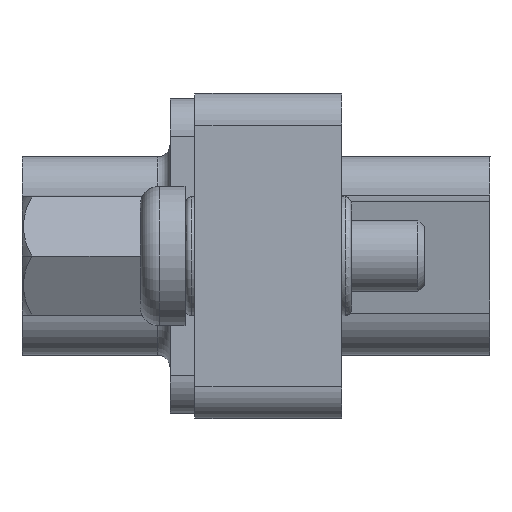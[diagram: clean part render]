
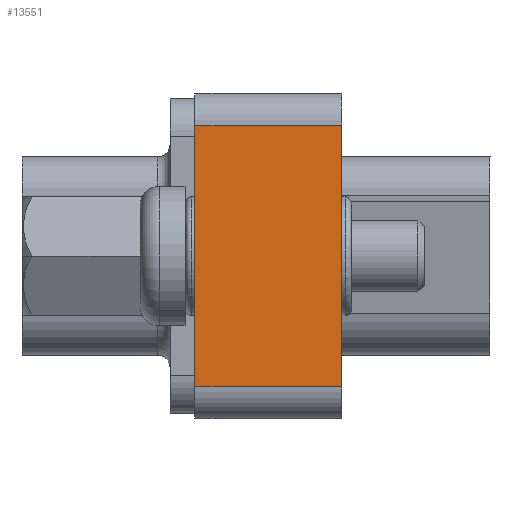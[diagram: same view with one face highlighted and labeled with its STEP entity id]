
A CAD part, left-side view. The second image highlights one B-rep face of the part: STEP entity #13551.
In plain terms, the highlighted planar face has unit normal (-1, 0, 0).
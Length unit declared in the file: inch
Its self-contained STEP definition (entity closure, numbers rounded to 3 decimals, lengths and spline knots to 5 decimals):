
#5852 = CARTESIAN_POINT ( 'NONE',  ( -1.05, 0.115, 0.205 ) ) ;
#5853 = DIRECTION ( 'NONE',  ( 0., 0., 1. ) ) ;
#5854 = VECTOR ( 'NONE', #5853, 39.37008 ) ;
#5855 = CARTESIAN_POINT ( 'NONE',  ( -1.05, 0.115, 0.255 ) ) ;
#5872 = LINE ( 'NONE', #5855, #5854 ) ;
#5902 = CARTESIAN_POINT ( 'NONE',  ( -1.05, 0.115, -0.205 ) ) ;
#7691 = VECTOR ( 'NONE', #7692, 39.37008 ) ;
#7692 = DIRECTION ( 'NONE',  ( 0., -1., 0. ) ) ;
#7693 = CARTESIAN_POINT ( 'NONE',  ( -1.05, 0.115, -0.205 ) ) ;
#7694 = LINE ( 'NONE', #7693, #7691 ) ;
#7780 = CARTESIAN_POINT ( 'NONE',  ( -1.05, -0.115, 0.255 ) ) ;
#7781 = DIRECTION ( 'NONE',  ( 0., 0., -1. ) ) ;
#7782 = DIRECTION ( 'NONE',  ( 1., 0., 0. ) ) ;
#7783 = CARTESIAN_POINT ( 'NONE',  ( -1.05, 0.115, 0.255 ) ) ;
#7784 = AXIS2_PLACEMENT_3D ( 'NONE', #7783, #7782, #7781 ) ;
#7785 = LINE ( 'NONE', #7780, #7817 ) ;
#7815 = CARTESIAN_POINT ( 'NONE',  ( -1.05, -0.115, -0.205 ) ) ;
#7816 = DIRECTION ( 'NONE',  ( 0., 0., 1. ) ) ;
#7817 = VECTOR ( 'NONE', #7816, 39.37008 ) ;
#7818 = PLANE ( 'NONE',  #7784 ) ;
#7820 = FACE_OUTER_BOUND ( 'NONE', #13366, .T. ) ;
#7937 = DIRECTION ( 'NONE',  ( 0., 1., 0. ) ) ;
#7938 = VECTOR ( 'NONE', #7937, 39.37008 ) ;
#7939 = CARTESIAN_POINT ( 'NONE',  ( -1.05, 0.115, 0.205 ) ) ;
#7940 = LINE ( 'NONE', #7939, #7938 ) ;
#7941 = CARTESIAN_POINT ( 'NONE',  ( -1.05, -0.115, 0.205 ) ) ;
#12875 = EDGE_CURVE ( 'NONE', #12916, #12876, #5872, .T. ) ;
#12876 = VERTEX_POINT ( 'NONE', #5852 ) ;
#12916 = VERTEX_POINT ( 'NONE', #5902 ) ;
#13366 = EDGE_LOOP ( 'NONE', ( #13552, #13530, #13532, #13533 ) ) ;
#13450 = EDGE_CURVE ( 'NONE', #12916, #13554, #7694, .T. ) ;
#13529 = VERTEX_POINT ( 'NONE', #7941 ) ;
#13530 = ORIENTED_EDGE ( 'NONE', *, *, #13531, .T. ) ;
#13531 = EDGE_CURVE ( 'NONE', #13529, #12876, #7940, .T. ) ;
#13532 = ORIENTED_EDGE ( 'NONE', *, *, #12875, .F. ) ;
#13533 = ORIENTED_EDGE ( 'NONE', *, *, #13450, .T. ) ;
#13551 = ADVANCED_FACE ( 'NONE', ( #7820 ), #7818, .F. ) ;
#13552 = ORIENTED_EDGE ( 'NONE', *, *, #13553, .T. ) ;
#13553 = EDGE_CURVE ( 'NONE', #13554, #13529, #7785, .T. ) ;
#13554 = VERTEX_POINT ( 'NONE', #7815 ) ;
